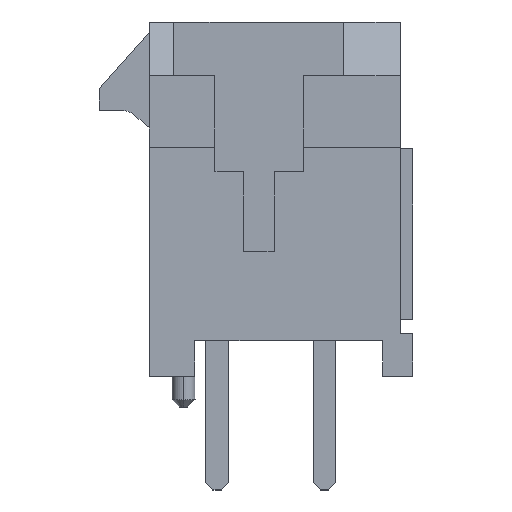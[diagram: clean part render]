
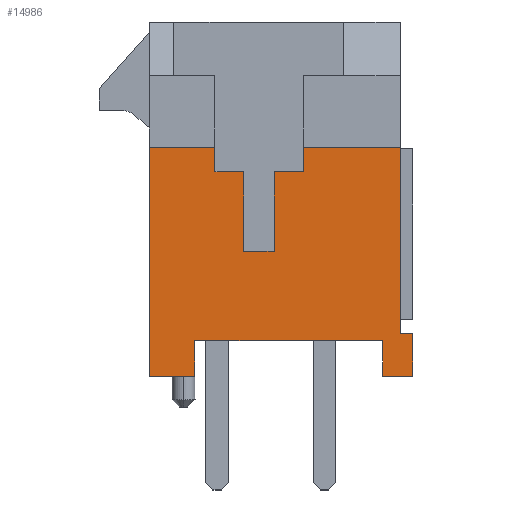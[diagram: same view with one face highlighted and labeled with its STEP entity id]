
A CAD part, left-side view. The second image highlights one B-rep face of the part: STEP entity #14986.
In plain terms, the highlighted planar face has unit normal (-1, 0, 0).
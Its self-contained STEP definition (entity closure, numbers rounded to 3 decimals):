
#190 = CARTESIAN_POINT ( 'NONE',  ( -6.575, 3.4, 6.41 ) ) ;
#636 = LINE ( 'NONE', #14590, #14509 ) ;
#955 = EDGE_CURVE ( 'NONE', #8717, #2862, #9014, .T. ) ;
#1250 = ORIENTED_EDGE ( 'NONE', *, *, #23032, .T. ) ;
#1401 = VECTOR ( 'NONE', #11118, 1000. ) ;
#1615 = ORIENTED_EDGE ( 'NONE', *, *, #12496, .F. ) ;
#1747 = VECTOR ( 'NONE', #11821, 1000. ) ;
#2117 = CARTESIAN_POINT ( 'NONE',  ( -6.575, 2.126, 0. ) ) ;
#2415 = CARTESIAN_POINT ( 'NONE',  ( -6.575, -0.905, 6.41 ) ) ;
#2431 = EDGE_CURVE ( 'NONE', #6460, #14133, #10197, .T. ) ;
#2862 = VERTEX_POINT ( 'NONE', #17716 ) ;
#2867 = CARTESIAN_POINT ( 'NONE',  ( -6.575, -3.62, 0. ) ) ;
#2913 = EDGE_CURVE ( 'NONE', #3303, #9256, #636, .T. ) ;
#3046 = CARTESIAN_POINT ( 'NONE',  ( -6.575, -3.125, 0. ) ) ;
#3093 = VECTOR ( 'NONE', #7093, 1000. ) ;
#3163 = EDGE_CURVE ( 'NONE', #7114, #3246, #3536, .T. ) ;
#3216 = CARTESIAN_POINT ( 'NONE',  ( -6.575, -3.125, 1. ) ) ;
#3246 = VERTEX_POINT ( 'NONE', #3046 ) ;
#3303 = VERTEX_POINT ( 'NONE', #11644 ) ;
#3536 = LINE ( 'NONE', #10721, #4054 ) ;
#3561 = CARTESIAN_POINT ( 'NONE',  ( -6.575, -3.97, 0. ) ) ;
#3599 = VERTEX_POINT ( 'NONE', #9872 ) ;
#3612 = EDGE_LOOP ( 'NONE', ( #6074, #17951, #5061, #6969, #8192, #14252, #1615, #4959, #9603, #10010, #1250, #18574, #21283, #8355, #5419, #14730, #18128, #9124 ) ) ;
#4054 = VECTOR ( 'NONE', #16065, 1000. ) ;
#4468 = LINE ( 'NONE', #15105, #22787 ) ;
#4559 = EDGE_CURVE ( 'NONE', #14749, #6460, #11847, .T. ) ;
#4617 = CARTESIAN_POINT ( 'NONE',  ( -6.575, 2.126, 0. ) ) ;
#4639 = EDGE_CURVE ( 'NONE', #7153, #11875, #4468, .T. ) ;
#4851 = CARTESIAN_POINT ( 'NONE',  ( -6.575, 3.4, 6.41 ) ) ;
#4959 = ORIENTED_EDGE ( 'NONE', *, *, #2913, .F. ) ;
#5061 = ORIENTED_EDGE ( 'NONE', *, *, #12906, .F. ) ;
#5419 = ORIENTED_EDGE ( 'NONE', *, *, #11682, .T. ) ;
#6066 = CARTESIAN_POINT ( 'NONE',  ( -6.575, 3.4, 9.91 ) ) ;
#6074 = ORIENTED_EDGE ( 'NONE', *, *, #9108, .F. ) ;
#6236 = DIRECTION ( 'NONE',  ( 0., 1., 0. ) ) ;
#6376 = CARTESIAN_POINT ( 'NONE',  ( -6.575, 1.563, 5.72 ) ) ;
#6447 = DIRECTION ( 'NONE',  ( 0., 0., 1. ) ) ;
#6460 = VERTEX_POINT ( 'NONE', #8756 ) ;
#6789 = EDGE_CURVE ( 'NONE', #3599, #7114, #17078, .T. ) ;
#6800 = CARTESIAN_POINT ( 'NONE',  ( -6.575, 3.4, 0. ) ) ;
#6854 = VERTEX_POINT ( 'NONE', #22885 ) ;
#6969 = ORIENTED_EDGE ( 'NONE', *, *, #2431, .F. ) ;
#7093 = DIRECTION ( 'NONE',  ( 0., 0., -1. ) ) ;
#7112 = CARTESIAN_POINT ( 'NONE',  ( -6.575, -3.97, 1.2 ) ) ;
#7114 = VERTEX_POINT ( 'NONE', #3216 ) ;
#7126 = VECTOR ( 'NONE', #9308, 1000. ) ;
#7153 = VERTEX_POINT ( 'NONE', #7112 ) ;
#7155 = EDGE_CURVE ( 'NONE', #7153, #6854, #14215, .T. ) ;
#7818 = DIRECTION ( 'NONE',  ( 0., 0., -1. ) ) ;
#8053 = CARTESIAN_POINT ( 'NONE',  ( -6.575, -3.62, 6.41 ) ) ;
#8192 = ORIENTED_EDGE ( 'NONE', *, *, #4559, .F. ) ;
#8325 = CARTESIAN_POINT ( 'NONE',  ( -6.575, 2.126, 1. ) ) ;
#8355 = ORIENTED_EDGE ( 'NONE', *, *, #3163, .T. ) ;
#8358 = VECTOR ( 'NONE', #19138, 1000. ) ;
#8549 = CARTESIAN_POINT ( 'NONE',  ( -6.575, -0.905, 5.72 ) ) ;
#8627 = VERTEX_POINT ( 'NONE', #2415 ) ;
#8654 = DIRECTION ( 'NONE',  ( 0., 0., -1. ) ) ;
#8668 = LINE ( 'NONE', #8549, #17462 ) ;
#8717 = VERTEX_POINT ( 'NONE', #20976 ) ;
#8752 = LINE ( 'NONE', #2867, #13427 ) ;
#8756 = CARTESIAN_POINT ( 'NONE',  ( -6.575, -0.092, 3.491 ) ) ;
#9010 = LINE ( 'NONE', #190, #1401 ) ;
#9014 = LINE ( 'NONE', #6066, #21249 ) ;
#9108 = EDGE_CURVE ( 'NONE', #8627, #18811, #20832, .T. ) ;
#9124 = ORIENTED_EDGE ( 'NONE', *, *, #16186, .T. ) ;
#9256 = VERTEX_POINT ( 'NONE', #14539 ) ;
#9308 = DIRECTION ( 'NONE',  ( 0., 0., 1. ) ) ;
#9516 = VECTOR ( 'NONE', #21135, 1000. ) ;
#9603 = ORIENTED_EDGE ( 'NONE', *, *, #15855, .F. ) ;
#9872 = CARTESIAN_POINT ( 'NONE',  ( -6.575, 2.126, 1. ) ) ;
#9976 = VECTOR ( 'NONE', #10136, 1000. ) ;
#10010 = ORIENTED_EDGE ( 'NONE', *, *, #955, .T. ) ;
#10102 = DIRECTION ( 'NONE',  ( 0., -1., 0. ) ) ;
#10136 = DIRECTION ( 'NONE',  ( 0., -1., 0. ) ) ;
#10197 = LINE ( 'NONE', #20794, #21673 ) ;
#10362 = VECTOR ( 'NONE', #13497, 1000. ) ;
#10395 = CARTESIAN_POINT ( 'NONE',  ( -6.575, -0.092, 5.72 ) ) ;
#10691 = VECTOR ( 'NONE', #13223, 1000. ) ;
#10721 = CARTESIAN_POINT ( 'NONE',  ( -6.575, -3.125, 0. ) ) ;
#11118 = DIRECTION ( 'NONE',  ( 0., -1., 0. ) ) ;
#11588 = CARTESIAN_POINT ( 'NONE',  ( -6.575, 3.4, 0. ) ) ;
#11644 = CARTESIAN_POINT ( 'NONE',  ( -6.575, 1.563, 6.41 ) ) ;
#11682 = EDGE_CURVE ( 'NONE', #3246, #6854, #18678, .T. ) ;
#11768 = DIRECTION ( 'NONE',  ( 0., 0., -1. ) ) ;
#11821 = DIRECTION ( 'NONE',  ( 0., -1., 0. ) ) ;
#11847 = LINE ( 'NONE', #13370, #16063 ) ;
#11875 = VERTEX_POINT ( 'NONE', #17400 ) ;
#12049 = DIRECTION ( 'NONE',  ( 0., 0., 1. ) ) ;
#12352 = CARTESIAN_POINT ( 'NONE',  ( -6.575, 0.764, 5.72 ) ) ;
#12496 = EDGE_CURVE ( 'NONE', #9256, #21154, #22814, .T. ) ;
#12906 = EDGE_CURVE ( 'NONE', #14133, #16743, #15080, .T. ) ;
#13099 = DIRECTION ( 'NONE',  ( 0., 0., -1. ) ) ;
#13112 = EDGE_CURVE ( 'NONE', #16743, #8627, #8668, .T. ) ;
#13186 = CARTESIAN_POINT ( 'NONE',  ( -6.575, 3.4, 9.91 ) ) ;
#13223 = DIRECTION ( 'NONE',  ( 0., -1., 0. ) ) ;
#13370 = CARTESIAN_POINT ( 'NONE',  ( -6.575, 0.764, 3.491 ) ) ;
#13427 = VECTOR ( 'NONE', #17500, 1000. ) ;
#13497 = DIRECTION ( 'NONE',  ( 0., -1., 0. ) ) ;
#13720 = AXIS2_PLACEMENT_3D ( 'NONE', #13186, #15035, #11768 ) ;
#14133 = VERTEX_POINT ( 'NONE', #10395 ) ;
#14215 = LINE ( 'NONE', #3561, #14314 ) ;
#14252 = ORIENTED_EDGE ( 'NONE', *, *, #22602, .F. ) ;
#14314 = VECTOR ( 'NONE', #8654, 1000. ) ;
#14509 = VECTOR ( 'NONE', #7818, 1000. ) ;
#14539 = CARTESIAN_POINT ( 'NONE',  ( -6.575, 1.563, 5.72 ) ) ;
#14590 = CARTESIAN_POINT ( 'NONE',  ( -6.575, 1.563, 8.41 ) ) ;
#14730 = ORIENTED_EDGE ( 'NONE', *, *, #7155, .F. ) ;
#14749 = VERTEX_POINT ( 'NONE', #23093 ) ;
#14801 = FACE_OUTER_BOUND ( 'NONE', #3612, .T. ) ;
#14986 = ADVANCED_FACE ( 'NONE', ( #14801 ), #19928, .F. ) ;
#15035 = DIRECTION ( 'NONE',  ( 1., 0., 0. ) ) ;
#15080 = LINE ( 'NONE', #16847, #1747 ) ;
#15105 = CARTESIAN_POINT ( 'NONE',  ( -6.575, -3.97, 1.2 ) ) ;
#15855 = EDGE_CURVE ( 'NONE', #8717, #3303, #9010, .T. ) ;
#16063 = VECTOR ( 'NONE', #10102, 1000. ) ;
#16065 = DIRECTION ( 'NONE',  ( 0., 0., -1. ) ) ;
#16186 = EDGE_CURVE ( 'NONE', #11875, #18811, #8752, .T. ) ;
#16743 = VERTEX_POINT ( 'NONE', #19283 ) ;
#16847 = CARTESIAN_POINT ( 'NONE',  ( -6.575, -0.092, 5.72 ) ) ;
#17078 = LINE ( 'NONE', #8325, #8358 ) ;
#17253 = LINE ( 'NONE', #12352, #3093 ) ;
#17303 = VERTEX_POINT ( 'NONE', #4617 ) ;
#17400 = CARTESIAN_POINT ( 'NONE',  ( -6.575, -3.62, 1.2 ) ) ;
#17451 = EDGE_CURVE ( 'NONE', #17303, #3599, #21772, .T. ) ;
#17462 = VECTOR ( 'NONE', #12049, 1000. ) ;
#17500 = DIRECTION ( 'NONE',  ( 0., 0., 1. ) ) ;
#17716 = CARTESIAN_POINT ( 'NONE',  ( -6.575, 3.4, 0. ) ) ;
#17951 = ORIENTED_EDGE ( 'NONE', *, *, #13112, .F. ) ;
#18128 = ORIENTED_EDGE ( 'NONE', *, *, #4639, .T. ) ;
#18229 = CARTESIAN_POINT ( 'NONE',  ( -6.575, 0.764, 5.72 ) ) ;
#18574 = ORIENTED_EDGE ( 'NONE', *, *, #17451, .T. ) ;
#18678 = LINE ( 'NONE', #11588, #10691 ) ;
#18811 = VERTEX_POINT ( 'NONE', #8053 ) ;
#19138 = DIRECTION ( 'NONE',  ( 0., -1., 0. ) ) ;
#19283 = CARTESIAN_POINT ( 'NONE',  ( -6.575, -0.905, 5.72 ) ) ;
#19928 = PLANE ( 'NONE',  #13720 ) ;
#20794 = CARTESIAN_POINT ( 'NONE',  ( -6.575, -0.092, 3.491 ) ) ;
#20832 = LINE ( 'NONE', #4851, #9976 ) ;
#20976 = CARTESIAN_POINT ( 'NONE',  ( -6.575, 3.4, 6.41 ) ) ;
#21135 = DIRECTION ( 'NONE',  ( 0., -1., 0. ) ) ;
#21154 = VERTEX_POINT ( 'NONE', #18229 ) ;
#21249 = VECTOR ( 'NONE', #13099, 1000. ) ;
#21252 = LINE ( 'NONE', #6800, #9516 ) ;
#21283 = ORIENTED_EDGE ( 'NONE', *, *, #6789, .T. ) ;
#21673 = VECTOR ( 'NONE', #6447, 1000. ) ;
#21772 = LINE ( 'NONE', #2117, #7126 ) ;
#22602 = EDGE_CURVE ( 'NONE', #21154, #14749, #17253, .T. ) ;
#22787 = VECTOR ( 'NONE', #6236, 1000. ) ;
#22814 = LINE ( 'NONE', #6376, #10362 ) ;
#22885 = CARTESIAN_POINT ( 'NONE',  ( -6.575, -3.97, 0. ) ) ;
#23032 = EDGE_CURVE ( 'NONE', #2862, #17303, #21252, .T. ) ;
#23093 = CARTESIAN_POINT ( 'NONE',  ( -6.575, 0.764, 3.491 ) ) ;
